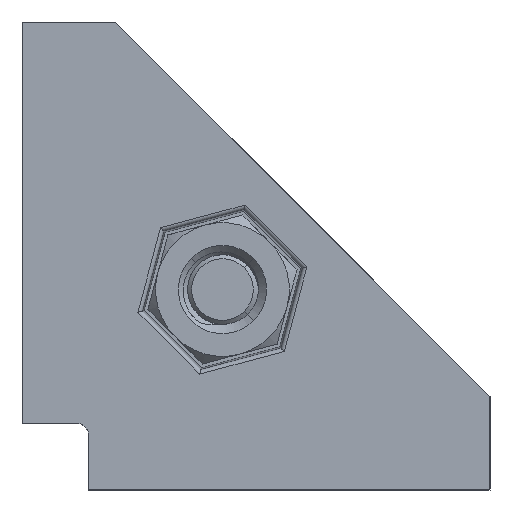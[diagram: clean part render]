
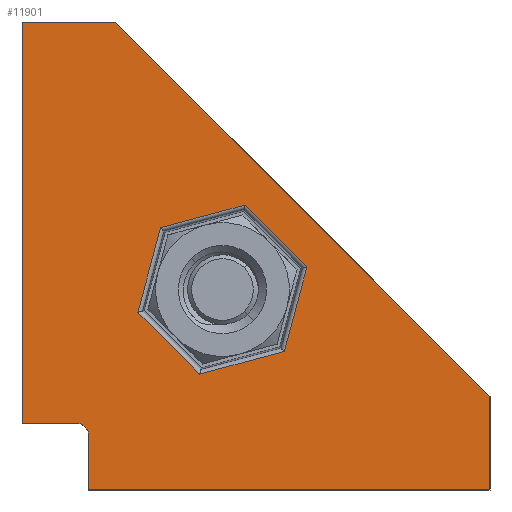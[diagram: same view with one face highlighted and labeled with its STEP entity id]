
A CAD part, left-side view. The second image highlights one B-rep face of the part: STEP entity #11901.
In plain terms, the highlighted planar face has unit normal (-1, 0, 0).
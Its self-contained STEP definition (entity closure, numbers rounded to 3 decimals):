
#13 = VERTEX_POINT ( 'NONE', #6629 ) ;
#124 = ORIENTED_EDGE ( 'NONE', *, *, #8600, .F. ) ;
#126 = DIRECTION ( 'NONE',  ( 0., -1., 0. ) ) ;
#127 = VERTEX_POINT ( 'NONE', #531 ) ;
#291 = DIRECTION ( 'NONE',  ( 0., 0., 1. ) ) ;
#336 = LINE ( 'NONE', #3599, #7506 ) ;
#360 = CARTESIAN_POINT ( 'NONE',  ( -10., 35., -30. ) ) ;
#404 = LINE ( 'NONE', #10271, #6728 ) ;
#531 = CARTESIAN_POINT ( 'NONE',  ( -10., 24.638, -15.383 ) ) ;
#572 = ORIENTED_EDGE ( 'NONE', *, *, #9260, .T. ) ;
#584 = PLANE ( 'NONE',  #6248 ) ;
#700 = CARTESIAN_POINT ( 'NONE',  ( -10., 35., 0. ) ) ;
#742 = VERTEX_POINT ( 'NONE', #3666 ) ;
#794 = CIRCLE ( 'NONE', #8743, 1. ) ;
#889 = EDGE_CURVE ( 'NONE', #5688, #12852, #3782, .T. ) ;
#909 = EDGE_CURVE ( 'NONE', #10693, #13, #1567, .T. ) ;
#937 = ORIENTED_EDGE ( 'NONE', *, *, #6481, .T. ) ;
#1567 = LINE ( 'NONE', #13495, #9096 ) ;
#1899 = DIRECTION ( 'NONE',  ( 0., 1., 0. ) ) ;
#2004 = DIRECTION ( 'NONE',  ( 0., 0., 1. ) ) ;
#2263 = VECTOR ( 'NONE', #12580, 1000. ) ;
#2528 = EDGE_LOOP ( 'NONE', ( #2539, #6721, #10657, #4535, #5933, #5987 ) ) ;
#2539 = ORIENTED_EDGE ( 'NONE', *, *, #909, .T. ) ;
#2666 = EDGE_CURVE ( 'NONE', #11282, #2816, #7694, .T. ) ;
#2692 = VECTOR ( 'NONE', #11835, 1000. ) ;
#2816 = VERTEX_POINT ( 'NONE', #5994 ) ;
#2845 = ORIENTED_EDGE ( 'NONE', *, *, #13037, .T. ) ;
#2877 = DIRECTION ( 'NONE',  ( 0., 0.966, -0.259 ) ) ;
#2931 = VECTOR ( 'NONE', #3925, 1000. ) ;
#3140 = CARTESIAN_POINT ( 'NONE',  ( -10., 15.383, -24.637 ) ) ;
#3160 = VECTOR ( 'NONE', #2877, 1000. ) ;
#3599 = CARTESIAN_POINT ( 'NONE',  ( -10., 28., 0. ) ) ;
#3666 = CARTESIAN_POINT ( 'NONE',  ( -10., 0., -35. ) ) ;
#3781 = CARTESIAN_POINT ( 'NONE',  ( -10., 30., -31. ) ) ;
#3782 = LINE ( 'NONE', #8150, #2263 ) ;
#3844 = DIRECTION ( 'NONE',  ( 1., 0., 0. ) ) ;
#3925 = DIRECTION ( 'NONE',  ( 0., -0.259, 0.966 ) ) ;
#4251 = EDGE_CURVE ( 'NONE', #10907, #11603, #13886, .T. ) ;
#4328 = ORIENTED_EDGE ( 'NONE', *, *, #2666, .T. ) ;
#4499 = VECTOR ( 'NONE', #126, 1000. ) ;
#4535 = ORIENTED_EDGE ( 'NONE', *, *, #5519, .T. ) ;
#4738 = EDGE_CURVE ( 'NONE', #11603, #10693, #7213, .T. ) ;
#4931 = CARTESIAN_POINT ( 'NONE',  ( -10., 13.69, -18.317 ) ) ;
#4949 = CARTESIAN_POINT ( 'NONE',  ( -10., 21.704, -26.331 ) ) ;
#5041 = EDGE_CURVE ( 'NONE', #742, #5412, #14008, .T. ) ;
#5369 = EDGE_CURVE ( 'NONE', #127, #12986, #12401, .T. ) ;
#5412 = VERTEX_POINT ( 'NONE', #13918 ) ;
#5428 = ORIENTED_EDGE ( 'NONE', *, *, #5643, .F. ) ;
#5519 = EDGE_CURVE ( 'NONE', #12986, #10907, #404, .T. ) ;
#5593 = LINE ( 'NONE', #12100, #4499 ) ;
#5643 = EDGE_CURVE ( 'NONE', #10095, #5412, #13686, .T. ) ;
#5684 = CARTESIAN_POINT ( 'NONE',  ( -10., 31., -31. ) ) ;
#5688 = VERTEX_POINT ( 'NONE', #700 ) ;
#5929 = DIRECTION ( 'NONE',  ( 0., -0.707, -0.707 ) ) ;
#5933 = ORIENTED_EDGE ( 'NONE', *, *, #4251, .T. ) ;
#5987 = ORIENTED_EDGE ( 'NONE', *, *, #4738, .T. ) ;
#5994 = CARTESIAN_POINT ( 'NONE',  ( -10., 30., -35. ) ) ;
#6049 = CARTESIAN_POINT ( 'NONE',  ( -10., 13.69, -18.317 ) ) ;
#6248 = AXIS2_PLACEMENT_3D ( 'NONE', #10308, #3844, #13796 ) ;
#6481 = EDGE_CURVE ( 'NONE', #10095, #5688, #336, .T. ) ;
#6629 = CARTESIAN_POINT ( 'NONE',  ( -10., 26.331, -21.704 ) ) ;
#6721 = ORIENTED_EDGE ( 'NONE', *, *, #6936, .T. ) ;
#6728 = VECTOR ( 'NONE', #8028, 1000. ) ;
#6731 = DIRECTION ( 'NONE',  ( 0., -0.966, 0.259 ) ) ;
#6804 = DIRECTION ( 'NONE',  ( 0., 0.707, 0.707 ) ) ;
#6936 = EDGE_CURVE ( 'NONE', #13, #127, #14019, .T. ) ;
#7122 = CARTESIAN_POINT ( 'NONE',  ( -10., 0., -35. ) ) ;
#7213 = LINE ( 'NONE', #14091, #3160 ) ;
#7302 = LINE ( 'NONE', #11709, #10364 ) ;
#7506 = VECTOR ( 'NONE', #9038, 1000. ) ;
#7694 = LINE ( 'NONE', #9919, #13045 ) ;
#8015 = CARTESIAN_POINT ( 'NONE',  ( -10., 28., 0. ) ) ;
#8028 = DIRECTION ( 'NONE',  ( 0., -0.707, -0.707 ) ) ;
#8119 = VECTOR ( 'NONE', #6731, 1000. ) ;
#8150 = CARTESIAN_POINT ( 'NONE',  ( -10., 35., 0. ) ) ;
#8600 = EDGE_CURVE ( 'NONE', #10963, #12852, #7302, .T. ) ;
#8743 = AXIS2_PLACEMENT_3D ( 'NONE', #5684, #11090, #291 ) ;
#8913 = ORIENTED_EDGE ( 'NONE', *, *, #5041, .T. ) ;
#8964 = FACE_BOUND ( 'NONE', #2528, .T. ) ;
#8984 = DIRECTION ( 'NONE',  ( 0., 0., -1. ) ) ;
#9038 = DIRECTION ( 'NONE',  ( 0., 1., 0. ) ) ;
#9096 = VECTOR ( 'NONE', #6804, 1000. ) ;
#9104 = EDGE_LOOP ( 'NONE', ( #2845, #8913, #5428, #937, #11166, #124, #572, #4328 ) ) ;
#9260 = EDGE_CURVE ( 'NONE', #10963, #11282, #794, .T. ) ;
#9420 = CARTESIAN_POINT ( 'NONE',  ( -10., 18.317, -13.69 ) ) ;
#9919 = CARTESIAN_POINT ( 'NONE',  ( -10., 30., -31. ) ) ;
#9969 = VECTOR ( 'NONE', #5929, 1000. ) ;
#10095 = VERTEX_POINT ( 'NONE', #8015 ) ;
#10271 = CARTESIAN_POINT ( 'NONE',  ( -10., 18.317, -13.69 ) ) ;
#10308 = CARTESIAN_POINT ( 'NONE',  ( -10., 91.25, -35. ) ) ;
#10364 = VECTOR ( 'NONE', #1899, 1000. ) ;
#10657 = ORIENTED_EDGE ( 'NONE', *, *, #5369, .T. ) ;
#10693 = VERTEX_POINT ( 'NONE', #4949 ) ;
#10907 = VERTEX_POINT ( 'NONE', #4931 ) ;
#10963 = VERTEX_POINT ( 'NONE', #13751 ) ;
#11090 = DIRECTION ( 'NONE',  ( 1., 0., 0. ) ) ;
#11166 = ORIENTED_EDGE ( 'NONE', *, *, #889, .T. ) ;
#11282 = VERTEX_POINT ( 'NONE', #3781 ) ;
#11298 = CARTESIAN_POINT ( 'NONE',  ( -10., 24.638, -15.383 ) ) ;
#11556 = CARTESIAN_POINT ( 'NONE',  ( -10., 28., 0. ) ) ;
#11603 = VERTEX_POINT ( 'NONE', #3140 ) ;
#11709 = CARTESIAN_POINT ( 'NONE',  ( -10., 31., -30. ) ) ;
#11835 = DIRECTION ( 'NONE',  ( 0., 0.259, -0.966 ) ) ;
#11901 = ADVANCED_FACE ( 'NONE', ( #8964, #13407 ), #584, .F. ) ;
#12100 = CARTESIAN_POINT ( 'NONE',  ( -10., 30., -35. ) ) ;
#12122 = VECTOR ( 'NONE', #2004, 1000. ) ;
#12401 = LINE ( 'NONE', #11298, #8119 ) ;
#12580 = DIRECTION ( 'NONE',  ( 0., 0., -1. ) ) ;
#12797 = CARTESIAN_POINT ( 'NONE',  ( -10., 26.331, -21.704 ) ) ;
#12852 = VERTEX_POINT ( 'NONE', #360 ) ;
#12986 = VERTEX_POINT ( 'NONE', #9420 ) ;
#13037 = EDGE_CURVE ( 'NONE', #2816, #742, #5593, .T. ) ;
#13045 = VECTOR ( 'NONE', #8984, 1000. ) ;
#13407 = FACE_OUTER_BOUND ( 'NONE', #9104, .T. ) ;
#13495 = CARTESIAN_POINT ( 'NONE',  ( -10., 21.704, -26.331 ) ) ;
#13686 = LINE ( 'NONE', #11556, #9969 ) ;
#13751 = CARTESIAN_POINT ( 'NONE',  ( -10., 31., -30. ) ) ;
#13796 = DIRECTION ( 'NONE',  ( 0., -1., 0. ) ) ;
#13886 = LINE ( 'NONE', #6049, #2692 ) ;
#13918 = CARTESIAN_POINT ( 'NONE',  ( -10., 0., -28. ) ) ;
#14008 = LINE ( 'NONE', #7122, #12122 ) ;
#14019 = LINE ( 'NONE', #12797, #2931 ) ;
#14091 = CARTESIAN_POINT ( 'NONE',  ( -10., 15.383, -24.637 ) ) ;
